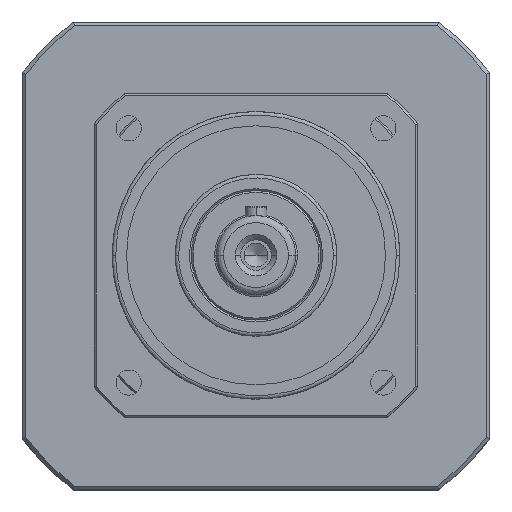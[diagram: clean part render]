
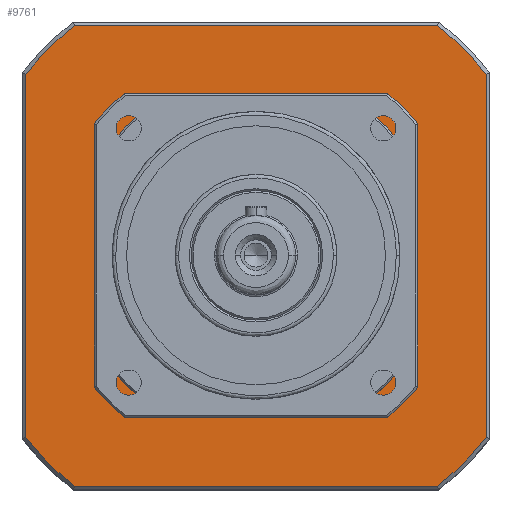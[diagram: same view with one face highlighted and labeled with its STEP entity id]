
A CAD part, top view. The second image highlights one B-rep face of the part: STEP entity #9761.
In plain terms, the highlighted face is planar.
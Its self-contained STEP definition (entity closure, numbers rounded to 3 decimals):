
#227 = CARTESIAN_POINT ( 'NONE',  ( -50.46, 64., 3.5 ) ) ;
#238 = CARTESIAN_POINT ( 'NONE',  ( 45., 0., 3.5 ) ) ;
#268 = DIRECTION ( 'NONE',  ( 0., -1., 0. ) ) ;
#338 = VERTEX_POINT ( 'NONE', #9509 ) ;
#425 = AXIS2_PLACEMENT_3D ( 'NONE', #10440, #3485, #11605 ) ;
#776 = ORIENTED_EDGE ( 'NONE', *, *, #862, .F. ) ;
#862 = EDGE_CURVE ( 'NONE', #13750, #5401, #11352, .T. ) ;
#863 = VERTEX_POINT ( 'NONE', #227 ) ;
#964 = VERTEX_POINT ( 'NONE', #13587 ) ;
#1000 = AXIS2_PLACEMENT_3D ( 'NONE', #6346, #14485, #7500 ) ;
#1144 = DIRECTION ( 'NONE',  ( 0., 1., 0. ) ) ;
#1322 = DIRECTION ( 'NONE',  ( 0., 0., 1. ) ) ;
#1356 = CIRCLE ( 'NONE', #14256, 51. ) ;
#1736 = AXIS2_PLACEMENT_3D ( 'NONE', #11552, #1322, #9967 ) ;
#1957 = EDGE_CURVE ( 'NONE', #6006, #3436, #3992, .T. ) ;
#2000 = EDGE_CURVE ( 'NONE', #338, #4776, #10339, .T. ) ;
#2005 = VECTOR ( 'NONE', #268, 1000. ) ;
#2251 = CARTESIAN_POINT ( 'NONE',  ( 64., 0., 3.5 ) ) ;
#2319 = DIRECTION ( 'NONE',  ( 0., -1., 0. ) ) ;
#2386 = ORIENTED_EDGE ( 'NONE', *, *, #12548, .F. ) ;
#2406 = CARTESIAN_POINT ( 'NONE',  ( 0., 45., 3.5 ) ) ;
#2412 = CARTESIAN_POINT ( 'NONE',  ( -64., 0., 3.5 ) ) ;
#2599 = EDGE_CURVE ( 'NONE', #9779, #8956, #5912, .T. ) ;
#2672 = ORIENTED_EDGE ( 'NONE', *, *, #14313, .F. ) ;
#2682 = AXIS2_PLACEMENT_3D ( 'NONE', #14326, #14312, #14283 ) ;
#2726 = CARTESIAN_POINT ( 'NONE',  ( 0., 0., 3.5 ) ) ;
#2801 = CIRCLE ( 'NONE', #3536, 81.5 ) ;
#3109 = FACE_BOUND ( 'NONE', #4579, .T. ) ;
#3177 = VECTOR ( 'NONE', #2319, 1000. ) ;
#3436 = VERTEX_POINT ( 'NONE', #8942 ) ;
#3455 = CARTESIAN_POINT ( 'NONE',  ( -64., -50.46, 3.5 ) ) ;
#3485 = DIRECTION ( 'NONE',  ( 0., 0., -1. ) ) ;
#3534 = VERTEX_POINT ( 'NONE', #8555 ) ;
#3536 = AXIS2_PLACEMENT_3D ( 'NONE', #11548, #11486, #11459 ) ;
#3561 = CARTESIAN_POINT ( 'NONE',  ( 50.46, -64., 3.5 ) ) ;
#3727 = ORIENTED_EDGE ( 'NONE', *, *, #8821, .F. ) ;
#3813 = DIRECTION ( 'NONE',  ( -1., 0., 0. ) ) ;
#3893 = EDGE_LOOP ( 'NONE', ( #15270, #15245, #12238, #13672, #6254, #6808, #15263, #13552 ) ) ;
#3935 = DIRECTION ( 'NONE',  ( 1., 0., 0. ) ) ;
#3992 = LINE ( 'NONE', #15175, #9819 ) ;
#4055 = CIRCLE ( 'NONE', #5608, 51. ) ;
#4112 = EDGE_CURVE ( 'NONE', #4907, #9657, #6073, .T. ) ;
#4296 = DIRECTION ( 'NONE',  ( 0., 0., -1. ) ) ;
#4306 = VECTOR ( 'NONE', #4663, 1000. ) ;
#4316 = CARTESIAN_POINT ( 'NONE',  ( 0., 0., 3.5 ) ) ;
#4579 = EDGE_LOOP ( 'NONE', ( #5047, #3727, #4797, #2672, #7637, #15170, #776, #2386 ) ) ;
#4663 = DIRECTION ( 'NONE',  ( 0., 1., 0. ) ) ;
#4684 = EDGE_CURVE ( 'NONE', #4776, #863, #4739, .T. ) ;
#4739 = LINE ( 'NONE', #11831, #10198 ) ;
#4776 = VERTEX_POINT ( 'NONE', #11881 ) ;
#4797 = ORIENTED_EDGE ( 'NONE', *, *, #9635, .F. ) ;
#4907 = VERTEX_POINT ( 'NONE', #3561 ) ;
#4924 = DIRECTION ( 'NONE',  ( -1., 0., 0. ) ) ;
#4925 = CARTESIAN_POINT ( 'NONE',  ( 24., -45., 3.5 ) ) ;
#5047 = ORIENTED_EDGE ( 'NONE', *, *, #14637, .F. ) ;
#5060 = AXIS2_PLACEMENT_3D ( 'NONE', #2726, #10887, #3935 ) ;
#5101 = CARTESIAN_POINT ( 'NONE',  ( -64., 50.46, 3.5 ) ) ;
#5152 = EDGE_CURVE ( 'NONE', #5401, #6006, #1356, .T. ) ;
#5280 = EDGE_CURVE ( 'NONE', #8956, #13320, #2801, .T. ) ;
#5401 = VERTEX_POINT ( 'NONE', #9398 ) ;
#5502 = DIRECTION ( 'NONE',  ( 1., 0., 0. ) ) ;
#5608 = AXIS2_PLACEMENT_3D ( 'NONE', #6422, #14557, #7578 ) ;
#5912 = LINE ( 'NONE', #2412, #3177 ) ;
#6006 = VERTEX_POINT ( 'NONE', #4925 ) ;
#6045 = CARTESIAN_POINT ( 'NONE',  ( 0., -64., 3.5 ) ) ;
#6073 = CIRCLE ( 'NONE', #2682, 81.5 ) ;
#6193 = VERTEX_POINT ( 'NONE', #10486 ) ;
#6221 = FACE_OUTER_BOUND ( 'NONE', #3893, .T. ) ;
#6242 = PLANE ( 'NONE',  #5060 ) ;
#6254 = ORIENTED_EDGE ( 'NONE', *, *, #7530, .F. ) ;
#6346 = CARTESIAN_POINT ( 'NONE',  ( 0., 0., 3.5 ) ) ;
#6422 = CARTESIAN_POINT ( 'NONE',  ( 0., 0., 3.5 ) ) ;
#6808 = ORIENTED_EDGE ( 'NONE', *, *, #4112, .F. ) ;
#7403 = LINE ( 'NONE', #2251, #4306 ) ;
#7500 = DIRECTION ( 'NONE',  ( 1., 0., 0. ) ) ;
#7530 = EDGE_CURVE ( 'NONE', #9657, #338, #7403, .T. ) ;
#7578 = DIRECTION ( 'NONE',  ( 1., 0., 0. ) ) ;
#7637 = ORIENTED_EDGE ( 'NONE', *, *, #1957, .F. ) ;
#7716 = CIRCLE ( 'NONE', #12660, 51. ) ;
#7862 = LINE ( 'NONE', #14070, #14046 ) ;
#8555 = CARTESIAN_POINT ( 'NONE',  ( 24., 45., 3.5 ) ) ;
#8821 = EDGE_CURVE ( 'NONE', #6193, #964, #7716, .T. ) ;
#8942 = CARTESIAN_POINT ( 'NONE',  ( -24., -45., 3.5 ) ) ;
#8956 = VERTEX_POINT ( 'NONE', #3455 ) ;
#9019 = VERTEX_POINT ( 'NONE', #10558 ) ;
#9398 = CARTESIAN_POINT ( 'NONE',  ( 45., -24., 3.5 ) ) ;
#9509 = CARTESIAN_POINT ( 'NONE',  ( 64., 50.46, 3.5 ) ) ;
#9635 = EDGE_CURVE ( 'NONE', #9019, #6193, #7862, .T. ) ;
#9657 = VERTEX_POINT ( 'NONE', #12959 ) ;
#9761 = ADVANCED_FACE ( 'NONE', ( #6221, #3109 ), #6242, .F. ) ;
#9779 = VERTEX_POINT ( 'NONE', #5101 ) ;
#9819 = VECTOR ( 'NONE', #3813, 1000. ) ;
#9967 = DIRECTION ( 'NONE',  ( 1., 0., 0. ) ) ;
#10198 = VECTOR ( 'NONE', #4924, 1000. ) ;
#10339 = CIRCLE ( 'NONE', #1736, 81.5 ) ;
#10427 = VECTOR ( 'NONE', #11815, 1000. ) ;
#10440 = CARTESIAN_POINT ( 'NONE',  ( 0., 0., 3.5 ) ) ;
#10486 = CARTESIAN_POINT ( 'NONE',  ( -45., 24., 3.5 ) ) ;
#10558 = CARTESIAN_POINT ( 'NONE',  ( -45., -24., 3.5 ) ) ;
#10887 = DIRECTION ( 'NONE',  ( 0., 0., 1. ) ) ;
#10894 = CARTESIAN_POINT ( 'NONE',  ( -50.46, -64., 3.5 ) ) ;
#10932 = VECTOR ( 'NONE', #14130, 1000. ) ;
#11129 = CARTESIAN_POINT ( 'NONE',  ( 45., 24., 3.5 ) ) ;
#11218 = EDGE_CURVE ( 'NONE', #863, #9779, #12387, .T. ) ;
#11352 = LINE ( 'NONE', #238, #2005 ) ;
#11459 = DIRECTION ( 'NONE',  ( 1., 0., 0. ) ) ;
#11486 = DIRECTION ( 'NONE',  ( 0., 0., 1. ) ) ;
#11548 = CARTESIAN_POINT ( 'NONE',  ( 0., 0., 3.5 ) ) ;
#11552 = CARTESIAN_POINT ( 'NONE',  ( 0., 0., 3.5 ) ) ;
#11605 = DIRECTION ( 'NONE',  ( 1., 0., 0. ) ) ;
#11815 = DIRECTION ( 'NONE',  ( 1., 0., 0. ) ) ;
#11831 = CARTESIAN_POINT ( 'NONE',  ( 0., 64., 3.5 ) ) ;
#11881 = CARTESIAN_POINT ( 'NONE',  ( 50.46, 64., 3.5 ) ) ;
#12238 = ORIENTED_EDGE ( 'NONE', *, *, #4684, .F. ) ;
#12242 = DIRECTION ( 'NONE',  ( 1., 0., 0. ) ) ;
#12387 = CIRCLE ( 'NONE', #1000, 81.5 ) ;
#12489 = DIRECTION ( 'NONE',  ( 0., 0., -1. ) ) ;
#12548 = EDGE_CURVE ( 'NONE', #3534, #13750, #14106, .T. ) ;
#12660 = AXIS2_PLACEMENT_3D ( 'NONE', #4316, #12489, #5502 ) ;
#12743 = EDGE_CURVE ( 'NONE', #13320, #4907, #13551, .T. ) ;
#12959 = CARTESIAN_POINT ( 'NONE',  ( 64., -50.46, 3.5 ) ) ;
#13320 = VERTEX_POINT ( 'NONE', #10894 ) ;
#13551 = LINE ( 'NONE', #6045, #10427 ) ;
#13552 = ORIENTED_EDGE ( 'NONE', *, *, #5280, .F. ) ;
#13587 = CARTESIAN_POINT ( 'NONE',  ( -24., 45., 3.5 ) ) ;
#13672 = ORIENTED_EDGE ( 'NONE', *, *, #2000, .F. ) ;
#13750 = VERTEX_POINT ( 'NONE', #11129 ) ;
#13964 = CARTESIAN_POINT ( 'NONE',  ( 0., 0., 3.5 ) ) ;
#14043 = LINE ( 'NONE', #2406, #10932 ) ;
#14046 = VECTOR ( 'NONE', #1144, 1000. ) ;
#14070 = CARTESIAN_POINT ( 'NONE',  ( -45., 0., 3.5 ) ) ;
#14106 = CIRCLE ( 'NONE', #425, 51. ) ;
#14130 = DIRECTION ( 'NONE',  ( 1., 0., 0. ) ) ;
#14256 = AXIS2_PLACEMENT_3D ( 'NONE', #13964, #4296, #12242 ) ;
#14283 = DIRECTION ( 'NONE',  ( 1., 0., 0. ) ) ;
#14312 = DIRECTION ( 'NONE',  ( 0., 0., 1. ) ) ;
#14313 = EDGE_CURVE ( 'NONE', #3436, #9019, #4055, .T. ) ;
#14326 = CARTESIAN_POINT ( 'NONE',  ( 0., 0., 3.5 ) ) ;
#14485 = DIRECTION ( 'NONE',  ( 0., 0., 1. ) ) ;
#14557 = DIRECTION ( 'NONE',  ( 0., 0., -1. ) ) ;
#14637 = EDGE_CURVE ( 'NONE', #964, #3534, #14043, .T. ) ;
#15170 = ORIENTED_EDGE ( 'NONE', *, *, #5152, .F. ) ;
#15175 = CARTESIAN_POINT ( 'NONE',  ( 0., -45., 3.5 ) ) ;
#15245 = ORIENTED_EDGE ( 'NONE', *, *, #11218, .F. ) ;
#15263 = ORIENTED_EDGE ( 'NONE', *, *, #12743, .F. ) ;
#15270 = ORIENTED_EDGE ( 'NONE', *, *, #2599, .F. ) ;
